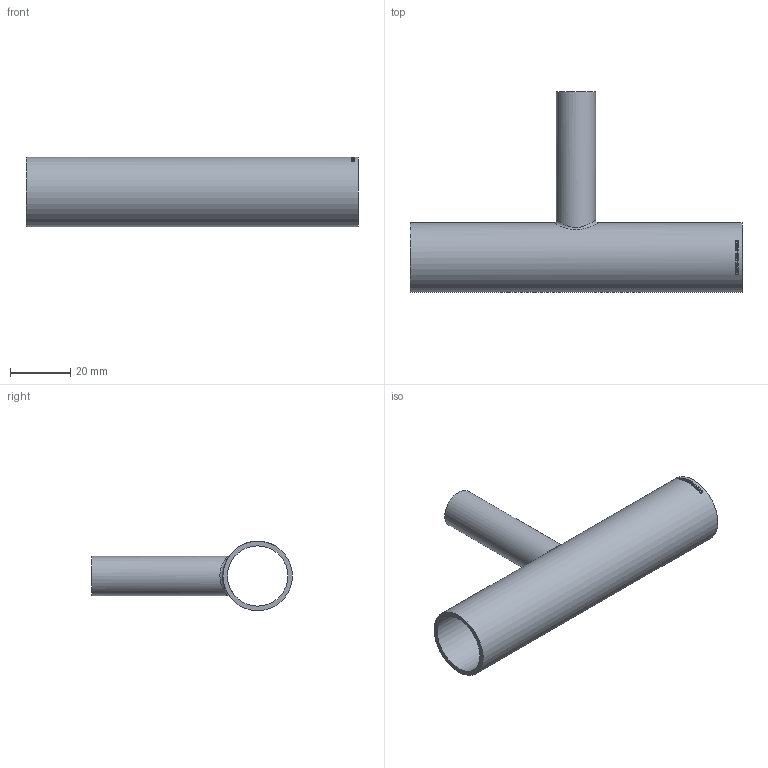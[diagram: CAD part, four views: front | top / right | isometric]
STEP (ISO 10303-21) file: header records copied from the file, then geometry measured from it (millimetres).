
FILE_DESCRIPTION (( 'STEP AP214' ), '1' );
FILE_NAME ('ORRT-023-013-x T-Stück reduziert 2004.STEP', '2020-04-07T07:49:49', ( '' ), ( '' ), 'SwSTEP 2.0', 'SolidWorks 2019', '' );
FILE_SCHEMA (( 'AUTOMOTIVE_DESIGN' ));
Length unit declared in the file: millimetre
Products named in the file (1): ORRT-023-013-x T-Stück reduziert 2004
Bounding box: 110 x 66.5 x 23 mm (x, y, z)
Volume: 13426.5 mm3; surface area: 18133.5 mm2
Topology: 1 solids, 1 shells, 184 faces, 487 edges, 324 vertices
Faces by surface type: bspline 107, plane 53, cylinder 24
Full cylindrical faces by diameter (mm): 10 x1, 13 x1, 20 x1, 23 x1
Entity records: 15247 total; most frequent: CARTESIAN_POINT 9757, ORIENTED_EDGE 950, EDGE_CURVE 475, DIRECTION 363, B_SPLINE_CURVE_WITH_KNOTS 332, VERTEX_POINT 320, EDGE_LOOP 213, FACE_OUTER_BOUND 189
